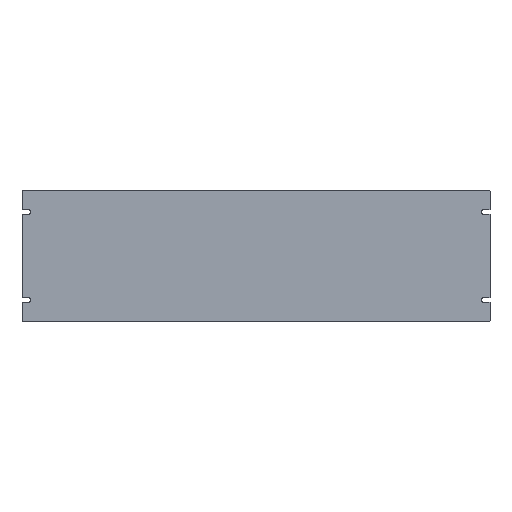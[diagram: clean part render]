
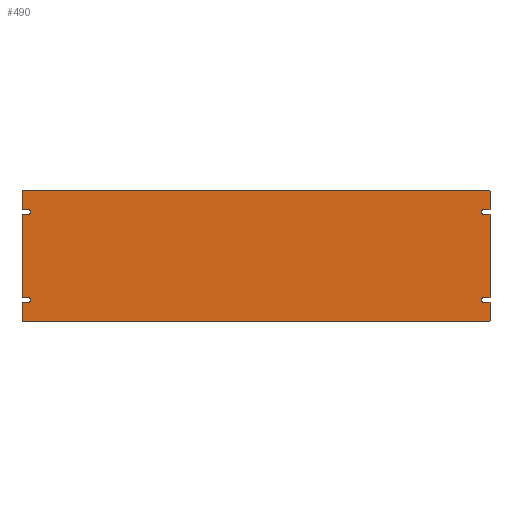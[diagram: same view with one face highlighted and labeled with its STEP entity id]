
A CAD part, top view. The second image highlights one B-rep face of the part: STEP entity #490.
In plain terms, the highlighted planar face has unit normal (0, 0, 1).
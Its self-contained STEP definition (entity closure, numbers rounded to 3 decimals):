
#18=PLANE('',#546);
#38=FACE_OUTER_BOUND('',#64,.T.);
#64=EDGE_LOOP('',(#373,#374,#375,#376,#377,#378,#379,#380,#381,#382,#383,
#384,#385,#386,#387,#388,#389,#390,#391,#392,#393,#394,#395,#396));
#89=LINE('',#730,#145);
#107=LINE('',#783,#163);
#109=LINE('',#787,#165);
#110=LINE('',#791,#166);
#111=LINE('',#793,#167);
#112=LINE('',#795,#168);
#113=LINE('',#799,#169);
#114=LINE('',#801,#170);
#115=LINE('',#805,#171);
#116=LINE('',#809,#172);
#117=LINE('',#811,#173);
#118=LINE('',#815,#174);
#119=LINE('',#817,#175);
#120=LINE('',#819,#176);
#121=LINE('',#822,#177);
#122=LINE('',#823,#178);
#145=VECTOR('',#587,10.);
#163=VECTOR('',#627,10.);
#165=VECTOR('',#631,10.);
#166=VECTOR('',#634,10.);
#167=VECTOR('',#635,10.);
#168=VECTOR('',#636,10.);
#169=VECTOR('',#639,10.);
#170=VECTOR('',#640,10.);
#171=VECTOR('',#643,10.);
#172=VECTOR('',#646,10.);
#173=VECTOR('',#647,10.);
#174=VECTOR('',#650,10.);
#175=VECTOR('',#651,10.);
#176=VECTOR('',#652,10.);
#177=VECTOR('',#655,10.);
#178=VECTOR('',#656,10.);
#197=CIRCLE('',#532,0.5);
#206=CIRCLE('',#544,0.5);
#207=CIRCLE('',#547,1.1);
#208=CIRCLE('',#548,1.1);
#209=CIRCLE('',#549,0.5);
#210=CIRCLE('',#550,0.5);
#211=CIRCLE('',#551,1.1);
#212=CIRCLE('',#552,1.1);
#213=VERTEX_POINT('',#717);
#214=VERTEX_POINT('',#718);
#218=VERTEX_POINT('',#728);
#240=VERTEX_POINT('',#776);
#241=VERTEX_POINT('',#778);
#242=VERTEX_POINT('',#782);
#243=VERTEX_POINT('',#786);
#244=VERTEX_POINT('',#788);
#245=VERTEX_POINT('',#790);
#246=VERTEX_POINT('',#792);
#247=VERTEX_POINT('',#794);
#248=VERTEX_POINT('',#796);
#249=VERTEX_POINT('',#798);
#250=VERTEX_POINT('',#800);
#251=VERTEX_POINT('',#802);
#252=VERTEX_POINT('',#804);
#253=VERTEX_POINT('',#806);
#254=VERTEX_POINT('',#808);
#255=VERTEX_POINT('',#810);
#256=VERTEX_POINT('',#812);
#257=VERTEX_POINT('',#814);
#258=VERTEX_POINT('',#816);
#259=VERTEX_POINT('',#818);
#260=VERTEX_POINT('',#820);
#261=EDGE_CURVE('',#213,#214,#197,.T.);
#267=EDGE_CURVE('',#213,#218,#89,.T.);
#291=EDGE_CURVE('',#240,#241,#206,.T.);
#293=EDGE_CURVE('',#242,#241,#107,.T.);
#295=EDGE_CURVE('',#218,#243,#109,.T.);
#296=EDGE_CURVE('',#243,#244,#207,.T.);
#297=EDGE_CURVE('',#244,#245,#110,.T.);
#298=EDGE_CURVE('',#245,#246,#111,.T.);
#299=EDGE_CURVE('',#246,#247,#112,.T.);
#300=EDGE_CURVE('',#247,#248,#208,.T.);
#301=EDGE_CURVE('',#248,#249,#113,.T.);
#302=EDGE_CURVE('',#249,#250,#114,.T.);
#303=EDGE_CURVE('',#251,#250,#209,.T.);
#304=EDGE_CURVE('',#251,#252,#115,.T.);
#305=EDGE_CURVE('',#253,#252,#210,.T.);
#306=EDGE_CURVE('',#253,#254,#116,.T.);
#307=EDGE_CURVE('',#254,#255,#117,.T.);
#308=EDGE_CURVE('',#255,#256,#211,.T.);
#309=EDGE_CURVE('',#256,#257,#118,.T.);
#310=EDGE_CURVE('',#257,#258,#119,.T.);
#311=EDGE_CURVE('',#258,#259,#120,.T.);
#312=EDGE_CURVE('',#259,#260,#212,.T.);
#313=EDGE_CURVE('',#260,#242,#121,.T.);
#314=EDGE_CURVE('',#240,#214,#122,.T.);
#373=ORIENTED_EDGE('',*,*,#261,.F.);
#374=ORIENTED_EDGE('',*,*,#267,.T.);
#375=ORIENTED_EDGE('',*,*,#295,.T.);
#376=ORIENTED_EDGE('',*,*,#296,.T.);
#377=ORIENTED_EDGE('',*,*,#297,.T.);
#378=ORIENTED_EDGE('',*,*,#298,.T.);
#379=ORIENTED_EDGE('',*,*,#299,.T.);
#380=ORIENTED_EDGE('',*,*,#300,.T.);
#381=ORIENTED_EDGE('',*,*,#301,.T.);
#382=ORIENTED_EDGE('',*,*,#302,.T.);
#383=ORIENTED_EDGE('',*,*,#303,.F.);
#384=ORIENTED_EDGE('',*,*,#304,.T.);
#385=ORIENTED_EDGE('',*,*,#305,.F.);
#386=ORIENTED_EDGE('',*,*,#306,.T.);
#387=ORIENTED_EDGE('',*,*,#307,.T.);
#388=ORIENTED_EDGE('',*,*,#308,.T.);
#389=ORIENTED_EDGE('',*,*,#309,.T.);
#390=ORIENTED_EDGE('',*,*,#310,.T.);
#391=ORIENTED_EDGE('',*,*,#311,.T.);
#392=ORIENTED_EDGE('',*,*,#312,.T.);
#393=ORIENTED_EDGE('',*,*,#313,.T.);
#394=ORIENTED_EDGE('',*,*,#293,.T.);
#395=ORIENTED_EDGE('',*,*,#291,.F.);
#396=ORIENTED_EDGE('',*,*,#314,.T.);
#490=ADVANCED_FACE('',(#38),#18,.T.);
#532=AXIS2_PLACEMENT_3D('',#719,#577,#578);
#544=AXIS2_PLACEMENT_3D('',#779,#622,#623);
#546=AXIS2_PLACEMENT_3D('',#785,#629,#630);
#547=AXIS2_PLACEMENT_3D('',#789,#632,#633);
#548=AXIS2_PLACEMENT_3D('',#797,#637,#638);
#549=AXIS2_PLACEMENT_3D('',#803,#641,#642);
#550=AXIS2_PLACEMENT_3D('',#807,#644,#645);
#551=AXIS2_PLACEMENT_3D('',#813,#648,#649);
#552=AXIS2_PLACEMENT_3D('',#821,#653,#654);
#577=DIRECTION('center_axis',(0.,0.,-1.));
#578=DIRECTION('ref_axis',(-0.707,0.707,0.));
#587=DIRECTION('',(0.,-1.,0.));
#622=DIRECTION('center_axis',(0.,0.,-1.));
#623=DIRECTION('ref_axis',(0.707,0.707,0.));
#627=DIRECTION('',(0.,1.,0.));
#629=DIRECTION('center_axis',(0.,0.,1.));
#630=DIRECTION('ref_axis',(1.,0.,0.));
#631=DIRECTION('',(1.,0.,0.));
#632=DIRECTION('center_axis',(0.,0.,-1.));
#633=DIRECTION('ref_axis',(-1.,0.,0.));
#634=DIRECTION('',(-1.,0.,0.));
#635=DIRECTION('',(0.,-1.,0.));
#636=DIRECTION('',(1.,0.,0.));
#637=DIRECTION('center_axis',(0.,0.,-1.));
#638=DIRECTION('ref_axis',(-1.,0.,0.));
#639=DIRECTION('',(-1.,0.,0.));
#640=DIRECTION('',(0.,-1.,0.));
#641=DIRECTION('center_axis',(0.,0.,-1.));
#642=DIRECTION('ref_axis',(-0.707,-0.707,0.));
#643=DIRECTION('',(1.,0.,0.));
#644=DIRECTION('center_axis',(0.,0.,-1.));
#645=DIRECTION('ref_axis',(0.707,-0.707,0.));
#646=DIRECTION('',(0.,1.,0.));
#647=DIRECTION('',(-1.,0.,0.));
#648=DIRECTION('center_axis',(0.,0.,-1.));
#649=DIRECTION('ref_axis',(1.,0.,0.));
#650=DIRECTION('',(1.,0.,0.));
#651=DIRECTION('',(0.,1.,0.));
#652=DIRECTION('',(-1.,0.,0.));
#653=DIRECTION('center_axis',(0.,0.,-1.));
#654=DIRECTION('ref_axis',(1.,0.,0.));
#655=DIRECTION('',(1.,0.,0.));
#656=DIRECTION('',(-1.,0.,0.));
#717=CARTESIAN_POINT('',(-106.5,29.5,1.5));
#718=CARTESIAN_POINT('',(-106.,30.,1.5));
#719=CARTESIAN_POINT('Origin',(-106.,29.5,1.5));
#728=CARTESIAN_POINT('',(-106.5,21.1,1.5));
#730=CARTESIAN_POINT('',(-106.5,-30.,1.5));
#776=CARTESIAN_POINT('',(106.,30.,1.5));
#778=CARTESIAN_POINT('',(106.5,29.5,1.5));
#779=CARTESIAN_POINT('Origin',(106.,29.5,1.5));
#782=CARTESIAN_POINT('',(106.5,21.1,1.5));
#783=CARTESIAN_POINT('',(106.5,30.,1.5));
#785=CARTESIAN_POINT('Origin',(0.,0.,1.5));
#786=CARTESIAN_POINT('',(-103.75,21.1,1.5));
#787=CARTESIAN_POINT('',(-53.25,21.1,1.5));
#788=CARTESIAN_POINT('',(-103.75,18.9,1.5));
#789=CARTESIAN_POINT('Origin',(-103.75,20.,1.5));
#790=CARTESIAN_POINT('',(-106.5,18.9,1.5));
#791=CARTESIAN_POINT('',(-51.875,18.9,1.5));
#792=CARTESIAN_POINT('',(-106.5,-18.9,1.5));
#793=CARTESIAN_POINT('',(-106.5,-30.,1.5));
#794=CARTESIAN_POINT('',(-103.75,-18.9,1.5));
#795=CARTESIAN_POINT('',(-51.875,-18.9,1.5));
#796=CARTESIAN_POINT('',(-103.75,-21.1,1.5));
#797=CARTESIAN_POINT('Origin',(-103.75,-20.,1.5));
#798=CARTESIAN_POINT('',(-106.5,-21.1,1.5));
#799=CARTESIAN_POINT('',(-53.25,-21.1,1.5));
#800=CARTESIAN_POINT('',(-106.5,-29.5,1.5));
#801=CARTESIAN_POINT('',(-106.5,-30.,1.5));
#802=CARTESIAN_POINT('',(-106.,-30.,1.5));
#803=CARTESIAN_POINT('Origin',(-106.,-29.5,1.5));
#804=CARTESIAN_POINT('',(106.,-30.,1.5));
#805=CARTESIAN_POINT('',(106.5,-30.,1.5));
#806=CARTESIAN_POINT('',(106.5,-29.5,1.5));
#807=CARTESIAN_POINT('Origin',(106.,-29.5,1.5));
#808=CARTESIAN_POINT('',(106.5,-21.1,1.5));
#809=CARTESIAN_POINT('',(106.5,30.,1.5));
#810=CARTESIAN_POINT('',(103.75,-21.1,1.5));
#811=CARTESIAN_POINT('',(53.25,-21.1,1.5));
#812=CARTESIAN_POINT('',(103.75,-18.9,1.5));
#813=CARTESIAN_POINT('Origin',(103.75,-20.,1.5));
#814=CARTESIAN_POINT('',(106.5,-18.9,1.5));
#815=CARTESIAN_POINT('',(51.875,-18.9,1.5));
#816=CARTESIAN_POINT('',(106.5,18.9,1.5));
#817=CARTESIAN_POINT('',(106.5,30.,1.5));
#818=CARTESIAN_POINT('',(103.75,18.9,1.5));
#819=CARTESIAN_POINT('',(51.875,18.9,1.5));
#820=CARTESIAN_POINT('',(103.75,21.1,1.5));
#821=CARTESIAN_POINT('Origin',(103.75,20.,1.5));
#822=CARTESIAN_POINT('',(53.25,21.1,1.5));
#823=CARTESIAN_POINT('',(-106.5,30.,1.5));
